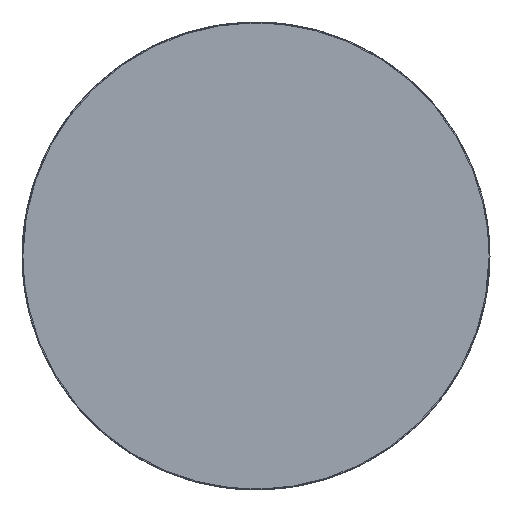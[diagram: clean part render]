
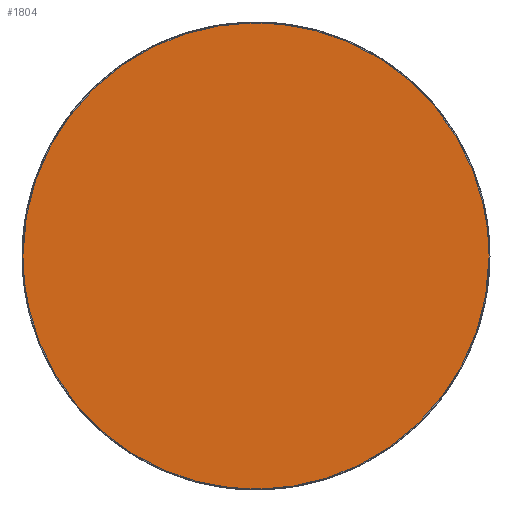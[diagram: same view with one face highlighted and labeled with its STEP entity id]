
A CAD part, top view. The second image highlights one B-rep face of the part: STEP entity #1804.
In plain terms, the highlighted planar face has unit normal (0, 0, -1).
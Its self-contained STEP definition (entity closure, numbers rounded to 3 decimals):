
#1804=ADVANCED_FACE('',(#3559),#27591,.T.);
#3559=FACE_OUTER_BOUND('',#5335,.T.);
#5335=EDGE_LOOP('',(#13921,#13922));
#13921=ORIENTED_EDGE('',*,*,#14514,.T.);
#13922=ORIENTED_EDGE('',*,*,#18666,.T.);
#14514=EDGE_CURVE('',#23493,#25842,#18879,.T.);
#18666=EDGE_CURVE('',#25842,#23493,#21288,.T.);
#18879=(
BOUNDED_CURVE()
B_SPLINE_CURVE(2,(#71370,#71371,#71372,#71373,#71374),.UNSPECIFIED.,.F.,
 .F.)
B_SPLINE_CURVE_WITH_KNOTS((3,2,3),(-813.561,-610.171,-406.78),
 .UNSPECIFIED.)
CURVE()
GEOMETRIC_REPRESENTATION_ITEM()
RATIONAL_B_SPLINE_CURVE((1.,0.707,1.,0.707,1.))
REPRESENTATION_ITEM('')
);
#21288=(
BOUNDED_CURVE()
B_SPLINE_CURVE(2,(#88182,#88183,#88184,#88185,#88186),.UNSPECIFIED.,.F.,
 .F.)
B_SPLINE_CURVE_WITH_KNOTS((3,2,3),(-406.78,-203.39,
0.),.UNSPECIFIED.)
CURVE()
GEOMETRIC_REPRESENTATION_ITEM()
RATIONAL_B_SPLINE_CURVE((1.,0.707,1.,0.707,1.))
REPRESENTATION_ITEM('')
);
#23493=VERTEX_POINT('',#68841);
#25842=VERTEX_POINT('',#71190);
#27591=PLANE('',#28032);
#28032=AXIS2_PLACEMENT_3D('',#68458,#28389,$);
#28389=DIRECTION('',(0.,0.,-1.));
#68458=CARTESIAN_POINT('',(-132.072,131.312,15.341));
#68841=CARTESIAN_POINT('',(129.482,-0.76,15.341));
#71190=CARTESIAN_POINT('',(-129.482,-0.76,15.341));
#71370=CARTESIAN_POINT('',(129.482,-0.76,15.341));
#71371=CARTESIAN_POINT('',(129.482,-130.243,15.341));
#71372=CARTESIAN_POINT('',(0.,-130.243,15.341));
#71373=CARTESIAN_POINT('',(-129.482,-130.243,15.341));
#71374=CARTESIAN_POINT('',(-129.482,-0.76,15.341));
#88182=CARTESIAN_POINT('',(-129.482,-0.76,15.341));
#88183=CARTESIAN_POINT('',(-129.482,128.722,15.341));
#88184=CARTESIAN_POINT('',(0.,128.722,15.341));
#88185=CARTESIAN_POINT('',(129.482,128.722,15.341));
#88186=CARTESIAN_POINT('',(129.482,-0.76,15.341));
